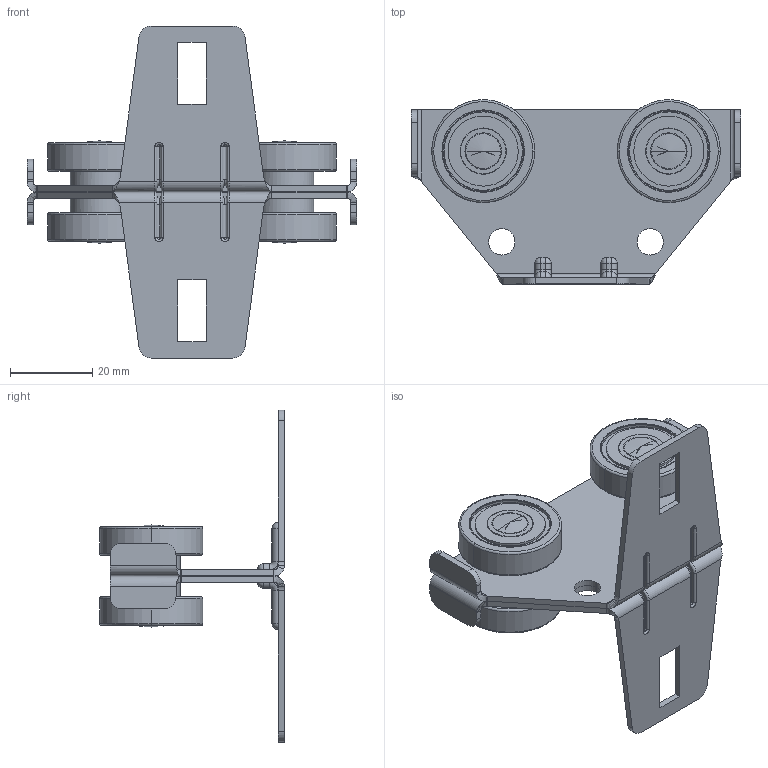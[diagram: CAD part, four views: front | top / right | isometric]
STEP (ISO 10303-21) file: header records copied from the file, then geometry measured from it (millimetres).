
FILE_DESCRIPTION (( 'STEP AP214' ), '1' );
FILE_NAME ('0020512.step', '2023-05-03T09:14:18', ( '' ), ( '' ), 'SwSTEP 2.0', 'SolidWorks 2020', '' );
FILE_SCHEMA (( 'AUTOMOTIVE_DESIGN' ));
Length unit declared in the file: inch
Products named in the file (1): 0020512
Bounding box: 80 x 44.75 x 80.5 mm (x, y, z)
Surface area: 19148.8 mm2 (no closed solid volume)
Topology: 0 solids, 30 shells, 383 faces, 996 edges, 631 vertices
Faces by surface type: cylinder 176, plane 110, torus 45, bspline 24, sphere 20, cone 8
Entity records: 19450 total; most frequent: CARTESIAN_POINT 10299, DIRECTION 1980, ORIENTED_EDGE 1732, EDGE_CURVE 960, AXIS2_PLACEMENT_3D 788, VERTEX_POINT 623, EDGE_LOOP 439, CIRCLE 428
